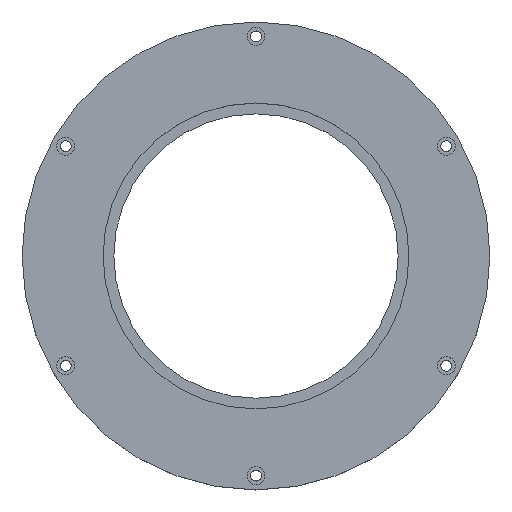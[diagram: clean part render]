
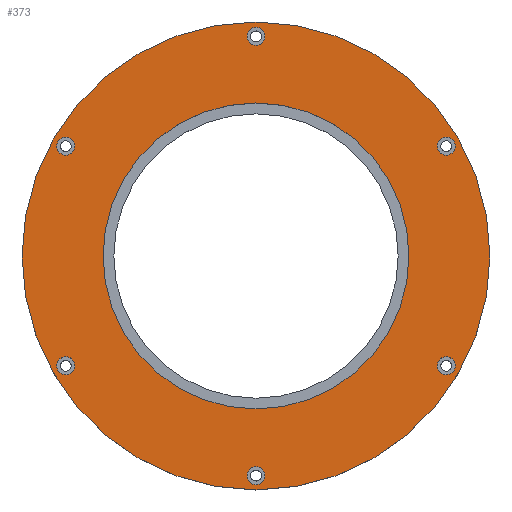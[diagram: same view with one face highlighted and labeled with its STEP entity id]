
A CAD part, top view. The second image highlights one B-rep face of the part: STEP entity #373.
In plain terms, the highlighted planar face has unit normal (0, 0, 1).
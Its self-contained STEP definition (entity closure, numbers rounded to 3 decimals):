
#21=FACE_BOUND('',#95,.T.);
#22=FACE_BOUND('',#96,.T.);
#23=FACE_BOUND('',#97,.T.);
#24=FACE_BOUND('',#98,.T.);
#25=FACE_BOUND('',#99,.T.);
#26=FACE_BOUND('',#100,.T.);
#27=FACE_BOUND('',#101,.T.);
#42=PLANE('',#437);
#64=FACE_OUTER_BOUND('',#94,.T.);
#94=EDGE_LOOP('',(#313));
#95=EDGE_LOOP('',(#314));
#96=EDGE_LOOP('',(#315));
#97=EDGE_LOOP('',(#316));
#98=EDGE_LOOP('',(#317));
#99=EDGE_LOOP('',(#318));
#100=EDGE_LOOP('',(#319));
#101=EDGE_LOOP('',(#320));
#144=CIRCLE('',#393,2.5);
#149=CIRCLE('',#401,2.5);
#154=CIRCLE('',#409,2.5);
#159=CIRCLE('',#417,2.5);
#162=CIRCLE('',#423,2.5);
#165=CIRCLE('',#429,2.5);
#168=CIRCLE('',#435,42.5);
#170=CIRCLE('',#438,65.);
#174=VERTEX_POINT('',#573);
#179=VERTEX_POINT('',#588);
#184=VERTEX_POINT('',#603);
#189=VERTEX_POINT('',#618);
#192=VERTEX_POINT('',#629);
#195=VERTEX_POINT('',#640);
#198=VERTEX_POINT('',#651);
#200=VERTEX_POINT('',#657);
#204=EDGE_CURVE('',#174,#174,#144,.T.);
#211=EDGE_CURVE('',#179,#179,#149,.T.);
#218=EDGE_CURVE('',#184,#184,#154,.T.);
#225=EDGE_CURVE('',#189,#189,#159,.T.);
#230=EDGE_CURVE('',#192,#192,#162,.T.);
#235=EDGE_CURVE('',#195,#195,#165,.T.);
#240=EDGE_CURVE('',#198,#198,#168,.T.);
#243=EDGE_CURVE('',#200,#200,#170,.T.);
#313=ORIENTED_EDGE('',*,*,#243,.T.);
#314=ORIENTED_EDGE('',*,*,#204,.T.);
#315=ORIENTED_EDGE('',*,*,#211,.T.);
#316=ORIENTED_EDGE('',*,*,#218,.T.);
#317=ORIENTED_EDGE('',*,*,#225,.T.);
#318=ORIENTED_EDGE('',*,*,#230,.T.);
#319=ORIENTED_EDGE('',*,*,#235,.T.);
#320=ORIENTED_EDGE('',*,*,#240,.T.);
#373=ADVANCED_FACE('',(#64,#21,#22,#23,#24,#25,#26,#27),#42,.T.);
#393=AXIS2_PLACEMENT_3D('',#574,#450,#451);
#401=AXIS2_PLACEMENT_3D('',#589,#468,#469);
#409=AXIS2_PLACEMENT_3D('',#604,#486,#487);
#417=AXIS2_PLACEMENT_3D('',#619,#504,#505);
#423=AXIS2_PLACEMENT_3D('',#630,#518,#519);
#429=AXIS2_PLACEMENT_3D('',#641,#532,#533);
#435=AXIS2_PLACEMENT_3D('',#652,#546,#547);
#437=AXIS2_PLACEMENT_3D('',#656,#551,#552);
#438=AXIS2_PLACEMENT_3D('',#658,#553,#554);
#450=DIRECTION('center_axis',(0.,0.,-1.));
#451=DIRECTION('ref_axis',(-0.5,0.866,0.));
#468=DIRECTION('center_axis',(0.,0.,-1.));
#469=DIRECTION('ref_axis',(0.5,0.866,0.));
#486=DIRECTION('center_axis',(0.,0.,-1.));
#487=DIRECTION('ref_axis',(1.,0.,0.));
#504=DIRECTION('center_axis',(0.,0.,-1.));
#505=DIRECTION('ref_axis',(0.5,-0.866,0.));
#518=DIRECTION('center_axis',(0.,0.,-1.));
#519=DIRECTION('ref_axis',(-0.5,-0.866,0.));
#532=DIRECTION('center_axis',(0.,0.,-1.));
#533=DIRECTION('ref_axis',(-1.,0.,0.));
#546=DIRECTION('center_axis',(0.,0.,-1.));
#547=DIRECTION('ref_axis',(-1.,0.,0.));
#551=DIRECTION('center_axis',(0.,0.,1.));
#552=DIRECTION('ref_axis',(-1.,0.,0.));
#553=DIRECTION('center_axis',(0.,0.,1.));
#554=DIRECTION('ref_axis',(-1.,0.,0.));
#573=CARTESIAN_POINT('',(54.097,28.346,12.));
#574=CARTESIAN_POINT('Origin',(52.847,30.511,12.));
#588=CARTESIAN_POINT('',(51.597,-32.676,12.));
#589=CARTESIAN_POINT('Origin',(52.847,-30.511,12.));
#603=CARTESIAN_POINT('',(-2.5,-61.023,12.));
#604=CARTESIAN_POINT('Origin',(0.,-61.023,12.));
#618=CARTESIAN_POINT('',(-54.097,-28.346,12.));
#619=CARTESIAN_POINT('Origin',(-52.847,-30.511,12.));
#629=CARTESIAN_POINT('',(-51.597,32.676,12.));
#630=CARTESIAN_POINT('Origin',(-52.847,30.511,12.));
#640=CARTESIAN_POINT('',(2.5,61.023,12.));
#641=CARTESIAN_POINT('Origin',(0.,61.023,12.));
#651=CARTESIAN_POINT('',(42.5,0.,12.));
#652=CARTESIAN_POINT('Origin',(0.,0.,12.));
#656=CARTESIAN_POINT('Origin',(0.,0.,12.));
#657=CARTESIAN_POINT('',(-65.,0.,12.));
#658=CARTESIAN_POINT('Origin',(0.,0.,12.));
